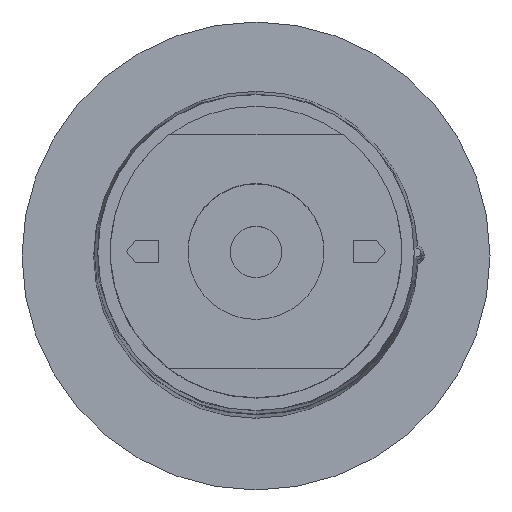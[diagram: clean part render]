
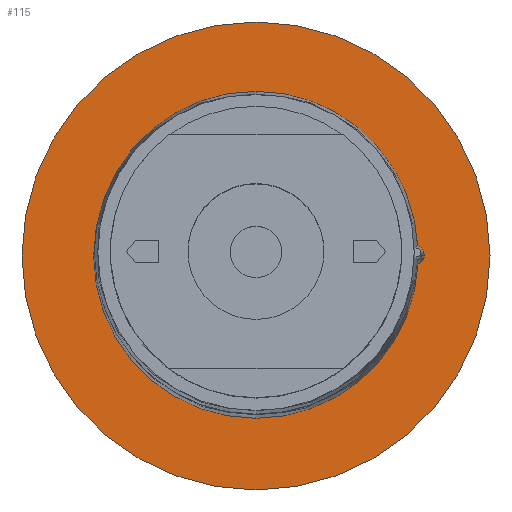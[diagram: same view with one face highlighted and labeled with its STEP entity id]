
A CAD part, top view. The second image highlights one B-rep face of the part: STEP entity #115.
In plain terms, the highlighted planar face has unit normal (0, 0, 1).
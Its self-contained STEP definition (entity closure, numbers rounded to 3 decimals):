
#115=ADVANCED_FACE('',(#278,#279),#280,.F.);
#278=FACE_OUTER_BOUND('',#495,.T.);
#279=FACE_BOUND('',#496,.T.);
#280=PLANE('',#497);
#495=EDGE_LOOP('',(#766,#767));
#496=EDGE_LOOP('',(#768,#769,#770,#771,#772));
#497=AXIS2_PLACEMENT_3D('',#773,#774,#775);
#766=ORIENTED_EDGE('',*,*,#1292,.F.);
#767=ORIENTED_EDGE('',*,*,#1293,.F.);
#768=ORIENTED_EDGE('',*,*,#1273,.T.);
#769=ORIENTED_EDGE('',*,*,#1290,.T.);
#770=ORIENTED_EDGE('',*,*,#1270,.T.);
#771=ORIENTED_EDGE('',*,*,#1294,.F.);
#772=ORIENTED_EDGE('',*,*,#1250,.F.);
#773=CARTESIAN_POINT('',(0.0,0.,34.0));
#774=DIRECTION('',(0.,0.0,-1.0));
#775=DIRECTION('',(1.0,0.0,0.));
#1250=EDGE_CURVE('',#1477,#1473,#1479,.T.);
#1270=EDGE_CURVE('',#1509,#1513,#1515,.T.);
#1273=EDGE_CURVE('',#1477,#1517,#1520,.T.);
#1290=EDGE_CURVE('',#1517,#1509,#1543,.T.);
#1292=EDGE_CURVE('',#1545,#1546,#1547,.T.);
#1293=EDGE_CURVE('',#1546,#1545,#1548,.T.);
#1294=EDGE_CURVE('',#1473,#1513,#1549,.T.);
#1473=VERTEX_POINT('',#1801);
#1477=VERTEX_POINT('',#1806);
#1479=CIRCLE('',#1813,0.809);
#1509=VERTEX_POINT('',#1851);
#1513=VERTEX_POINT('',#1856);
#1515=CIRCLE('',#1863,16.709);
#1517=VERTEX_POINT('',#1865);
#1520=CIRCLE('',#1869,16.709);
#1543=CIRCLE('',#1894,16.709);
#1545=VERTEX_POINT('',#1896);
#1546=VERTEX_POINT('',#1897);
#1547=CIRCLE('',#1898,24.093);
#1548=CIRCLE('',#1899,24.093);
#1549=CIRCLE('',#1900,0.809);
#1801=CARTESIAN_POINT('',(17.309,0.,34.0));
#1806=CARTESIAN_POINT('',(16.691,-0.787,34.0));
#1813=AXIS2_PLACEMENT_3D('',#2222,#2223,#2224);
#1851=CARTESIAN_POINT('',(0.,16.709,34.));
#1856=CARTESIAN_POINT('',(16.691,0.787,34.0));
#1863=AXIS2_PLACEMENT_3D('',#2252,#2253,#2254);
#1865=CARTESIAN_POINT('',(0.,-16.709,34.));
#1869=AXIS2_PLACEMENT_3D('',#2256,#2257,#2258);
#1894=AXIS2_PLACEMENT_3D('',#2288,#2289,#2290);
#1896=CARTESIAN_POINT('',(-24.093,0.,34.));
#1897=CARTESIAN_POINT('',(24.093,0.,34.));
#1898=AXIS2_PLACEMENT_3D('',#2291,#2292,#2293);
#1899=AXIS2_PLACEMENT_3D('',#2294,#2295,#2296);
#1900=AXIS2_PLACEMENT_3D('',#2297,#2298,#2299);
#2222=CARTESIAN_POINT('',(16.5,0.,34.0));
#2223=DIRECTION('',(0.,0.,1.0));
#2224=DIRECTION('',(0.236,-0.972,0.));
#2252=CARTESIAN_POINT('',(0.0,0.,34.));
#2253=DIRECTION('',(0.,0.,-1.0));
#2254=DIRECTION('',(0.999,-0.047,0.));
#2256=CARTESIAN_POINT('',(0.0,0.,34.));
#2257=DIRECTION('',(0.,0.,-1.0));
#2258=DIRECTION('',(0.999,-0.047,0.));
#2288=CARTESIAN_POINT('',(0.0,0.,34.));
#2289=DIRECTION('',(0.,0.,-1.0));
#2290=DIRECTION('',(0.999,-0.047,0.));
#2291=CARTESIAN_POINT('',(0.0,0.,34.));
#2292=DIRECTION('',(0.,0.0,-1.0));
#2293=DIRECTION('',(-1.0,0.,0.));
#2294=CARTESIAN_POINT('',(0.0,0.,34.));
#2295=DIRECTION('',(0.,0.,-1.0));
#2296=DIRECTION('',(1.0,0.,0.));
#2297=CARTESIAN_POINT('',(16.5,0.,34.0));
#2298=DIRECTION('',(0.,0.,1.0));
#2299=DIRECTION('',(0.236,-0.972,0.));
